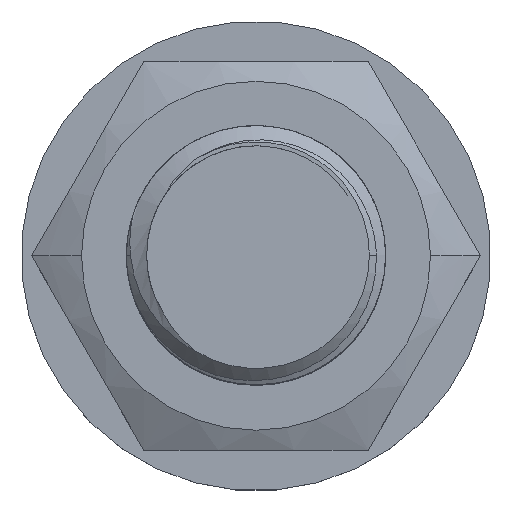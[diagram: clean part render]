
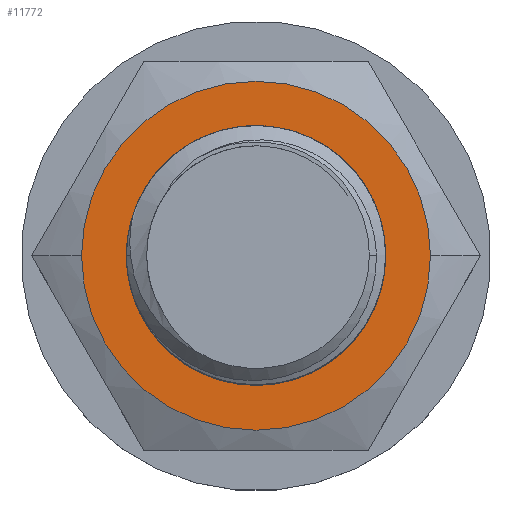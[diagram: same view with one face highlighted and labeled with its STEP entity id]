
A CAD part, top view. The second image highlights one B-rep face of the part: STEP entity #11772.
In plain terms, the highlighted planar face has unit normal (0, 0, 1).
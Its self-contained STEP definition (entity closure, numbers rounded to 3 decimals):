
#126 = ORIENTED_EDGE ( 'NONE', *, *, #7513, .F. ) ;
#272 = DIRECTION ( 'NONE',  ( 0., 0., 1. ) ) ;
#597 = DIRECTION ( 'NONE',  ( 0., 0., 1. ) ) ;
#744 = VERTEX_POINT ( 'NONE', #3159 ) ;
#1258 = VERTEX_POINT ( 'NONE', #15375 ) ;
#1414 = DIRECTION ( 'NONE',  ( 0., 0., -1. ) ) ;
#1756 = CARTESIAN_POINT ( 'NONE',  ( 0., 0., 18.5 ) ) ;
#2297 = ORIENTED_EDGE ( 'NONE', *, *, #6614, .F. ) ;
#2625 = CARTESIAN_POINT ( 'NONE',  ( 0., 0., 18.5 ) ) ;
#3105 = CARTESIAN_POINT ( 'NONE',  ( 0., 0., 18.5 ) ) ;
#3108 = DIRECTION ( 'NONE',  ( 0., 0., 1. ) ) ;
#3159 = CARTESIAN_POINT ( 'NONE',  ( 0., -3.474, 18.5 ) ) ;
#3214 = DIRECTION ( 'NONE',  ( 0., 0., 1. ) ) ;
#4017 = FACE_BOUND ( 'NONE', #10638, .T. ) ;
#4486 = AXIS2_PLACEMENT_3D ( 'NONE', #2625, #1414, #12692 ) ;
#4690 = CARTESIAN_POINT ( 'NONE',  ( 0., 3.474, 18.5 ) ) ;
#5825 = CIRCLE ( 'NONE', #10428, 3.474 ) ;
#6614 = EDGE_CURVE ( 'NONE', #14378, #744, #5825, .T. ) ;
#6667 = CARTESIAN_POINT ( 'NONE',  ( 0., 0., 18.5 ) ) ;
#6761 = AXIS2_PLACEMENT_3D ( 'NONE', #13289, #3108, #8128 ) ;
#6953 = ORIENTED_EDGE ( 'NONE', *, *, #14259, .T. ) ;
#7179 = AXIS2_PLACEMENT_3D ( 'NONE', #3105, #3214, #9499 ) ;
#7513 = EDGE_CURVE ( 'NONE', #744, #14378, #15819, .T. ) ;
#7654 = PLANE ( 'NONE',  #4486 ) ;
#8050 = VERTEX_POINT ( 'NONE', #8317 ) ;
#8128 = DIRECTION ( 'NONE',  ( 1., 0., 0. ) ) ;
#8317 = CARTESIAN_POINT ( 'NONE',  ( -5.385, 0., 18.5 ) ) ;
#8382 = EDGE_CURVE ( 'NONE', #8050, #1258, #16016, .T. ) ;
#8776 = ORIENTED_EDGE ( 'NONE', *, *, #8382, .T. ) ;
#9409 = DIRECTION ( 'NONE',  ( 1., 0., 0. ) ) ;
#9499 = DIRECTION ( 'NONE',  ( 1., 0., 0. ) ) ;
#10428 = AXIS2_PLACEMENT_3D ( 'NONE', #1756, #597, #9409 ) ;
#10638 = EDGE_LOOP ( 'NONE', ( #2297, #126 ) ) ;
#11772 = ADVANCED_FACE ( 'NONE', ( #4017, #14616 ), #7654, .F. ) ;
#12692 = DIRECTION ( 'NONE',  ( 0., 1., 0. ) ) ;
#12702 = DIRECTION ( 'NONE',  ( 1., 0., 0. ) ) ;
#13289 = CARTESIAN_POINT ( 'NONE',  ( 0., 0., 18.5 ) ) ;
#14014 = AXIS2_PLACEMENT_3D ( 'NONE', #6667, #272, #12702 ) ;
#14209 = EDGE_LOOP ( 'NONE', ( #6953, #8776 ) ) ;
#14259 = EDGE_CURVE ( 'NONE', #1258, #8050, #15544, .T. ) ;
#14378 = VERTEX_POINT ( 'NONE', #4690 ) ;
#14616 = FACE_OUTER_BOUND ( 'NONE', #14209, .T. ) ;
#15375 = CARTESIAN_POINT ( 'NONE',  ( 5.385, 0., 18.5 ) ) ;
#15544 = CIRCLE ( 'NONE', #7179, 5.385 ) ;
#15819 = CIRCLE ( 'NONE', #14014, 3.474 ) ;
#16016 = CIRCLE ( 'NONE', #6761, 5.385 ) ;
